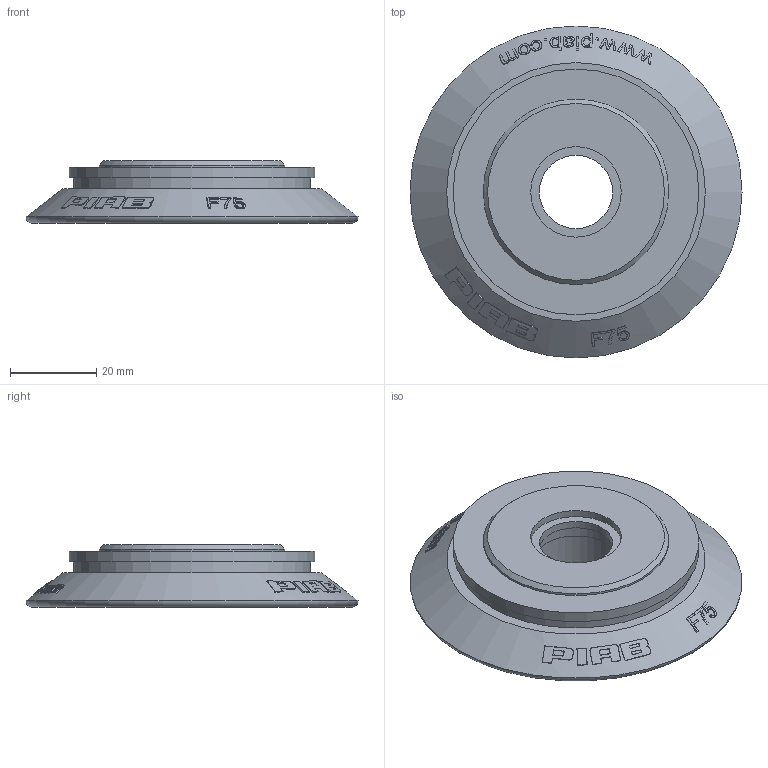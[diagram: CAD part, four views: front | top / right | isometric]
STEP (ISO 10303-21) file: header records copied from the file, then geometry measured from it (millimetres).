
FILE_DESCRIPTION( ( 'Unknown' ), '1' );
FILE_NAME( 'SE-0412783.stp', 'Unknown', ( 'Unknown' ), ( 'Unknown' ), 'PSStep 17.0.49', 'Unknown', ' ' );
FILE_SCHEMA( ( 'AUTOMOTIVE_DESIGN { 1 0 10303 214 1 1 1 1 }' ) );
Length unit declared in the file: millimetre
Products named in the file (3): Assem1; SE-0412782; 0106792
Assembly tree (2 placements, depth 2):
  Assem1
    SE-0412782
    0106792
Bounding box: 77 x 77 x 14.5 mm (x, y, z)
Volume: 41040.6 mm3; surface area: 17496.9 mm2
Topology: 2 solids, 2 shells, 309 faces, 808 edges, 538 vertices
Faces by surface type: plane 166, extrusion 84, cone 30, cylinder 26, torus 3
Full cylindrical faces by diameter (mm): 17 x1, 19 x1, 20 x1, 21 x1, 43 x2, 50 x2, 55 x1, 57 x1
Entity records: 11099 total; most frequent: CARTESIAN_POINT 4381, ORIENTED_EDGE 1582, DIRECTION 847, EDGE_CURVE 791, B_SPLINE_CURVE_WITH_KNOTS 594, VERTEX_POINT 536, EDGE_LOOP 363, VECTOR 339
